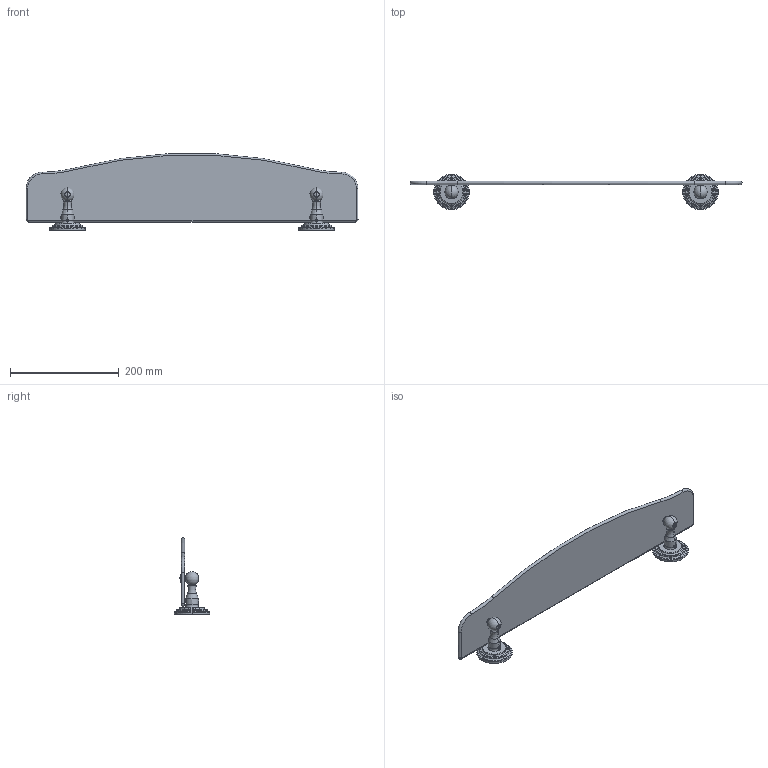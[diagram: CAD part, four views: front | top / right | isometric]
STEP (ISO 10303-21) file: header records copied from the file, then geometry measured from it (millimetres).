
FILE_DESCRIPTION((''),'2;1');
FILE_NAME('1134T-24_SW0001','2013-11-08T',('pnmurthy'),(''),'PRO/ENGINEER BY PARAMETRIC TECHNOLOGY CORPORATION, 2012230','PRO/ENGINEER BY PARAMETRIC TECHNOLOGY CORPORATION, 2012230','');
FILE_SCHEMA(('CONFIG_CONTROL_DESIGN'));
Length unit declared in the file: inch
Products named in the file (1): 1134T-24_SW0001
Bounding box: 609.6 x 65.02 x 140.51 mm (x, y, z)
Surface area: 173424.3 mm2 (no closed solid volume)
Topology: 0 solids, 27 shells, 174 faces, 601 edges, 454 vertices
Faces by surface type: cylinder 51, plane 42, torus 41, bspline 14, cone 14, sphere 12
Entity records: 8622 total; most frequent: CARTESIAN_POINT 3442, DIRECTION 1114, ORIENTED_EDGE 916, EDGE_CURVE 592, VERTEX_POINT 454, AXIS2_PLACEMENT_3D 444, CIRCLE 284, VECTOR 226
